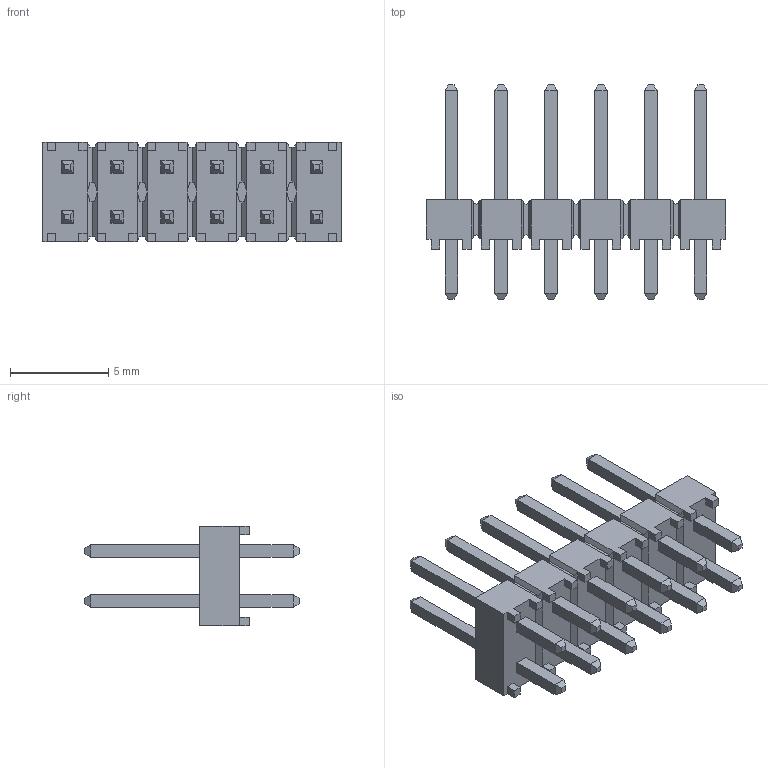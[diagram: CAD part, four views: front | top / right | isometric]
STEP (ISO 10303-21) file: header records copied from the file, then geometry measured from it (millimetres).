
FILE_DESCRIPTION( ( 'STEP AP214' ), '1' );
FILE_NAME( 'TSW-106-07-G-D_2_14.stp', ' ', ( ' ' ), ( ' ' ), 'PSStep 15.0.47', 'PARTsolutions', ' ' );
FILE_SCHEMA( ( 'AUTOMOTIVE_DESIGN { 1 0 10303 214 1 1 1 1 }' ) );
Length unit declared in the file: inch
Products named in the file (3): TSW-106-07-G-D; _TSW-106-07-G-D_body; _T-1S6-07-TSW-1-07-6-D
Assembly tree (2 placements, depth 2):
  TSW-106-07-G-D
    _TSW-106-07-G-D_body
    _T-1S6-07-TSW-1-07-6-D
Bounding box: 15.24 x 10.92 x 5.08 mm (x, y, z)
Volume: 198.4 mm3; surface area: 757.5 mm2
Topology: 2 solids, 2 shells, 492 faces, 1226 edges, 752 vertices
Faces by surface type: plane 492
Entity records: 18120 total; most frequent: CARTESIAN_POINT 2473, ORIENTED_EDGE 2452, DIRECTION 2216, EDGE_CURVE 1226, LINE 1226, VECTOR 1226, VERTEX_POINT 752, EDGE_LOOP 540
